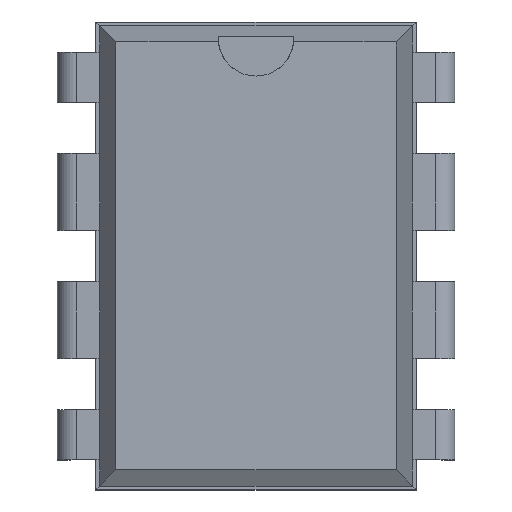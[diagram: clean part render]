
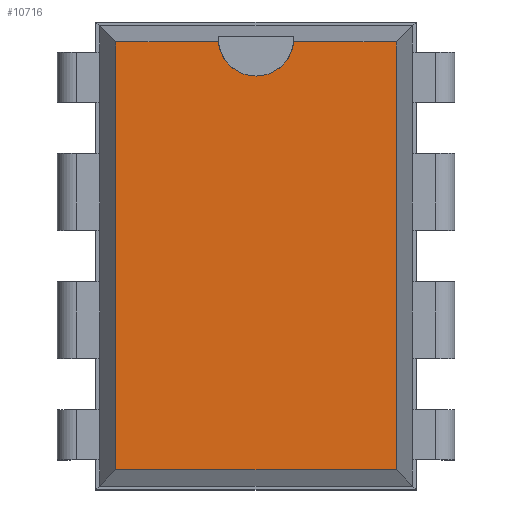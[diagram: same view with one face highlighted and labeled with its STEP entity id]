
A CAD part, top view. The second image highlights one B-rep face of the part: STEP entity #10716.
In plain terms, the highlighted planar face has unit normal (0, 0, 1).
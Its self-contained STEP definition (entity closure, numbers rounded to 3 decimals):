
#2383 = B_SPLINE_SURFACE_WITH_KNOTS('',1,1,(
    (#2384,#2385)
    ,(#2386,#2387
  )),.UNSPECIFIED.,.F.,.F.,.F.,(2,2),(2,2),(0.,9.12),(0.,1.),
  .PIECEWISE_BEZIER_KNOTS.);
#2384 = CARTESIAN_POINT('',(6.91,-8.37,2.157));
#2385 = CARTESIAN_POINT('',(6.586,-8.046,3.68));
#2386 = CARTESIAN_POINT('',(6.91,0.75,2.157));
#2387 = CARTESIAN_POINT('',(6.586,0.426,3.68));
#4258 = B_SPLINE_SURFACE_WITH_KNOTS('',1,1,(
    (#4259,#4260)
    ,(#4261,#4262
  )),.UNSPECIFIED.,.F.,.F.,.F.,(2,2),(2,2),(0.,6.2),(0.,1.),
  .PIECEWISE_BEZIER_KNOTS.);
#4259 = CARTESIAN_POINT('',(6.91,0.75,2.157));
#4260 = CARTESIAN_POINT('',(6.586,0.426,3.68));
#4261 = CARTESIAN_POINT('',(0.71,0.75,2.157));
#4262 = CARTESIAN_POINT('',(1.034,0.426,3.68));
#4339 = B_SPLINE_SURFACE_WITH_KNOTS('',1,1,(
    (#4340,#4341)
    ,(#4342,#4343
  )),.UNSPECIFIED.,.F.,.F.,.F.,(2,2),(2,2),(0.,9.12),(0.,1.),
  .PIECEWISE_BEZIER_KNOTS.);
#4340 = CARTESIAN_POINT('',(0.71,0.75,2.157));
#4341 = CARTESIAN_POINT('',(1.034,0.426,3.68));
#4342 = CARTESIAN_POINT('',(0.71,-8.37,2.157));
#4343 = CARTESIAN_POINT('',(1.034,-8.046,3.68));
#6201 = B_SPLINE_SURFACE_WITH_KNOTS('',1,1,(
    (#6202,#6203)
    ,(#6204,#6205
  )),.UNSPECIFIED.,.F.,.F.,.F.,(2,2),(2,2),(0.,6.2),(0.,1.),
  .PIECEWISE_BEZIER_KNOTS.);
#6202 = CARTESIAN_POINT('',(0.71,-8.37,2.157));
#6203 = CARTESIAN_POINT('',(1.034,-8.046,3.68));
#6204 = CARTESIAN_POINT('',(6.91,-8.37,2.157));
#6205 = CARTESIAN_POINT('',(6.586,-8.046,3.68));
#6307 = VERTEX_POINT('',#6308);
#6308 = CARTESIAN_POINT('',(6.586,0.426,3.68));
#6328 = EDGE_CURVE('',#6329,#6307,#6331,.T.);
#6329 = VERTEX_POINT('',#6330);
#6330 = CARTESIAN_POINT('',(6.586,-8.046,3.68));
#6331 = SURFACE_CURVE('',#6332,(#6336,#6342),.PCURVE_S1.);
#6332 = LINE('',#6333,#6334);
#6333 = CARTESIAN_POINT('',(6.586,-8.046,3.68));
#6334 = VECTOR('',#6335,1.);
#6335 = DIRECTION('',(0.,1.,0.));
#6336 = PCURVE('',#2383,#6337);
#6337 = DEFINITIONAL_REPRESENTATION('',(#6338),#6341);
#6338 = B_SPLINE_CURVE_WITH_KNOTS('',1,(#6339,#6340),.UNSPECIFIED.,.F.,
  .F.,(2,2),(0.,8.473),.PIECEWISE_BEZIER_KNOTS.);
#6339 = CARTESIAN_POINT('',(0.,1.));
#6340 = CARTESIAN_POINT('',(9.12,1.));
#6341 = ( GEOMETRIC_REPRESENTATION_CONTEXT(2) 
PARAMETRIC_REPRESENTATION_CONTEXT() REPRESENTATION_CONTEXT('2D SPACE',''
  ) );
#6342 = PCURVE('',#6343,#6348);
#6343 = PLANE('',#6344);
#6344 = AXIS2_PLACEMENT_3D('',#6345,#6346,#6347);
#6345 = CARTESIAN_POINT('',(6.586,-8.046,3.68));
#6346 = DIRECTION('',(0.,0.,-1.));
#6347 = DIRECTION('',(-0.548,0.836,0.));
#6348 = DEFINITIONAL_REPRESENTATION('',(#6349),#6353);
#6349 = LINE('',#6350,#6351);
#6350 = CARTESIAN_POINT('',(0.,0.));
#6351 = VECTOR('',#6352,1.);
#6352 = DIRECTION('',(0.836,0.548));
#6353 = ( GEOMETRIC_REPRESENTATION_CONTEXT(2) 
PARAMETRIC_REPRESENTATION_CONTEXT() REPRESENTATION_CONTEXT('2D SPACE',''
  ) );
#8081 = VERTEX_POINT('',#8082);
#8082 = CARTESIAN_POINT('',(1.034,0.426,3.68));
#8102 = EDGE_CURVE('',#8103,#8081,#8105,.T.);
#8103 = VERTEX_POINT('',#8104);
#8104 = CARTESIAN_POINT('',(3.064,0.426,3.68));
#8105 = SURFACE_CURVE('',#8106,(#8110,#8116),.PCURVE_S1.);
#8106 = LINE('',#8107,#8108);
#8107 = CARTESIAN_POINT('',(6.586,0.426,3.68));
#8108 = VECTOR('',#8109,1.);
#8109 = DIRECTION('',(-1.,0.,0.));
#8110 = PCURVE('',#4258,#8111);
#8111 = DEFINITIONAL_REPRESENTATION('',(#8112),#8115);
#8112 = B_SPLINE_CURVE_WITH_KNOTS('',1,(#8113,#8114),.UNSPECIFIED.,.F.,
  .F.,(2,2),(3.523,5.553),.PIECEWISE_BEZIER_KNOTS.);
#8113 = CARTESIAN_POINT('',(3.933,1.));
#8114 = CARTESIAN_POINT('',(6.2,1.));
#8115 = ( GEOMETRIC_REPRESENTATION_CONTEXT(2) 
PARAMETRIC_REPRESENTATION_CONTEXT() REPRESENTATION_CONTEXT('2D SPACE',''
  ) );
#8116 = PCURVE('',#6343,#8117);
#8117 = DEFINITIONAL_REPRESENTATION('',(#8118),#8122);
#8118 = LINE('',#8119,#8120);
#8119 = CARTESIAN_POINT('',(7.086,4.644));
#8120 = VECTOR('',#8121,1.);
#8121 = DIRECTION('',(0.548,-0.836));
#8122 = ( GEOMETRIC_REPRESENTATION_CONTEXT(2) 
PARAMETRIC_REPRESENTATION_CONTEXT() REPRESENTATION_CONTEXT('2D SPACE',''
  ) );
#8304 = CYLINDRICAL_SURFACE('',#8305,0.75);
#8305 = AXIS2_PLACEMENT_3D('',#8306,#8307,#8308);
#8306 = CARTESIAN_POINT('',(3.81,0.501,3.68));
#8307 = DIRECTION('',(0.,0.,-1.));
#8308 = DIRECTION('',(0.,-1.,0.));
#8606 = VERTEX_POINT('',#8607);
#8607 = CARTESIAN_POINT('',(4.556,0.426,3.68));
#8858 = EDGE_CURVE('',#6307,#8606,#8859,.T.);
#8859 = SURFACE_CURVE('',#8860,(#8864,#8870),.PCURVE_S1.);
#8860 = LINE('',#8861,#8862);
#8861 = CARTESIAN_POINT('',(6.586,0.426,3.68));
#8862 = VECTOR('',#8863,1.);
#8863 = DIRECTION('',(-1.,0.,0.));
#8864 = PCURVE('',#4258,#8865);
#8865 = DEFINITIONAL_REPRESENTATION('',(#8866),#8869);
#8866 = B_SPLINE_CURVE_WITH_KNOTS('',1,(#8867,#8868),.UNSPECIFIED.,.F.,
  .F.,(2,2),(0.,2.03),.PIECEWISE_BEZIER_KNOTS.);
#8867 = CARTESIAN_POINT('',(0.,1.));
#8868 = CARTESIAN_POINT('',(2.267,1.));
#8869 = ( GEOMETRIC_REPRESENTATION_CONTEXT(2) 
PARAMETRIC_REPRESENTATION_CONTEXT() REPRESENTATION_CONTEXT('2D SPACE',''
  ) );
#8870 = PCURVE('',#6343,#8871);
#8871 = DEFINITIONAL_REPRESENTATION('',(#8872),#8876);
#8872 = LINE('',#8873,#8874);
#8873 = CARTESIAN_POINT('',(7.086,4.644));
#8874 = VECTOR('',#8875,1.);
#8875 = DIRECTION('',(0.548,-0.836));
#8876 = ( GEOMETRIC_REPRESENTATION_CONTEXT(2) 
PARAMETRIC_REPRESENTATION_CONTEXT() REPRESENTATION_CONTEXT('2D SPACE',''
  ) );
#8971 = VERTEX_POINT('',#8972);
#8972 = CARTESIAN_POINT('',(1.034,-8.046,3.68));
#8992 = EDGE_CURVE('',#8081,#8971,#8993,.T.);
#8993 = SURFACE_CURVE('',#8994,(#8998,#9004),.PCURVE_S1.);
#8994 = LINE('',#8995,#8996);
#8995 = CARTESIAN_POINT('',(1.034,0.426,3.68));
#8996 = VECTOR('',#8997,1.);
#8997 = DIRECTION('',(0.,-1.,0.));
#8998 = PCURVE('',#4339,#8999);
#8999 = DEFINITIONAL_REPRESENTATION('',(#9000),#9003);
#9000 = B_SPLINE_CURVE_WITH_KNOTS('',1,(#9001,#9002),.UNSPECIFIED.,.F.,
  .F.,(2,2),(0.,8.473),.PIECEWISE_BEZIER_KNOTS.);
#9001 = CARTESIAN_POINT('',(0.,1.));
#9002 = CARTESIAN_POINT('',(9.12,1.));
#9003 = ( GEOMETRIC_REPRESENTATION_CONTEXT(2) 
PARAMETRIC_REPRESENTATION_CONTEXT() REPRESENTATION_CONTEXT('2D SPACE',''
  ) );
#9004 = PCURVE('',#6343,#9005);
#9005 = DEFINITIONAL_REPRESENTATION('',(#9006),#9010);
#9006 = LINE('',#9007,#9008);
#9007 = CARTESIAN_POINT('',(10.13,0.));
#9008 = VECTOR('',#9009,1.);
#9009 = DIRECTION('',(-0.836,-0.548));
#9010 = ( GEOMETRIC_REPRESENTATION_CONTEXT(2) 
PARAMETRIC_REPRESENTATION_CONTEXT() REPRESENTATION_CONTEXT('2D SPACE',''
  ) );
#10696 = EDGE_CURVE('',#8971,#6329,#10697,.T.);
#10697 = SURFACE_CURVE('',#10698,(#10702,#10708),.PCURVE_S1.);
#10698 = LINE('',#10699,#10700);
#10699 = CARTESIAN_POINT('',(1.034,-8.046,3.68));
#10700 = VECTOR('',#10701,1.);
#10701 = DIRECTION('',(1.,0.,0.));
#10702 = PCURVE('',#6201,#10703);
#10703 = DEFINITIONAL_REPRESENTATION('',(#10704),#10707);
#10704 = B_SPLINE_CURVE_WITH_KNOTS('',1,(#10705,#10706),.UNSPECIFIED.,
  .F.,.F.,(2,2),(0.,5.553),.PIECEWISE_BEZIER_KNOTS.);
#10705 = CARTESIAN_POINT('',(0.,1.));
#10706 = CARTESIAN_POINT('',(6.2,1.));
#10707 = ( GEOMETRIC_REPRESENTATION_CONTEXT(2) 
PARAMETRIC_REPRESENTATION_CONTEXT() REPRESENTATION_CONTEXT('2D SPACE',''
  ) );
#10708 = PCURVE('',#6343,#10709);
#10709 = DEFINITIONAL_REPRESENTATION('',(#10710),#10714);
#10710 = LINE('',#10711,#10712);
#10711 = CARTESIAN_POINT('',(3.044,-4.644));
#10712 = VECTOR('',#10713,1.);
#10713 = DIRECTION('',(-0.548,0.836));
#10714 = ( GEOMETRIC_REPRESENTATION_CONTEXT(2) 
PARAMETRIC_REPRESENTATION_CONTEXT() REPRESENTATION_CONTEXT('2D SPACE',''
  ) );
#10716 = ADVANCED_FACE('',(#10717),#6343,.F.);
#10717 = FACE_BOUND('',#10718,.F.);
#10718 = EDGE_LOOP('',(#10719,#10720,#10721,#10722,#10723,#10747,#10769)
  );
#10719 = ORIENTED_EDGE('',*,*,#6328,.F.);
#10720 = ORIENTED_EDGE('',*,*,#10696,.F.);
#10721 = ORIENTED_EDGE('',*,*,#8992,.F.);
#10722 = ORIENTED_EDGE('',*,*,#8102,.F.);
#10723 = ORIENTED_EDGE('',*,*,#10724,.F.);
#10724 = EDGE_CURVE('',#10725,#8103,#10727,.T.);
#10725 = VERTEX_POINT('',#10726);
#10726 = CARTESIAN_POINT('',(3.81,-0.249,3.68));
#10727 = SURFACE_CURVE('',#10728,(#10733,#10740),.PCURVE_S1.);
#10728 = CIRCLE('',#10729,0.75);
#10729 = AXIS2_PLACEMENT_3D('',#10730,#10731,#10732);
#10730 = CARTESIAN_POINT('',(3.81,0.501,3.68));
#10731 = DIRECTION('',(0.,0.,-1.));
#10732 = DIRECTION('',(0.,-1.,0.));
#10733 = PCURVE('',#6343,#10734);
#10734 = DEFINITIONAL_REPRESENTATION('',(#10735),#10739);
#10735 = CIRCLE('',#10736,0.75);
#10736 = AXIS2_PLACEMENT_2D('',#10737,#10738);
#10737 = CARTESIAN_POINT('',(8.671,2.363));
#10738 = DIRECTION('',(-0.836,-0.548));
#10739 = ( GEOMETRIC_REPRESENTATION_CONTEXT(2) 
PARAMETRIC_REPRESENTATION_CONTEXT() REPRESENTATION_CONTEXT('2D SPACE',''
  ) );
#10740 = PCURVE('',#8304,#10741);
#10741 = DEFINITIONAL_REPRESENTATION('',(#10742),#10746);
#10742 = LINE('',#10743,#10744);
#10743 = CARTESIAN_POINT('',(0.,0.));
#10744 = VECTOR('',#10745,1.);
#10745 = DIRECTION('',(1.,0.));
#10746 = ( GEOMETRIC_REPRESENTATION_CONTEXT(2) 
PARAMETRIC_REPRESENTATION_CONTEXT() REPRESENTATION_CONTEXT('2D SPACE',''
  ) );
#10747 = ORIENTED_EDGE('',*,*,#10748,.F.);
#10748 = EDGE_CURVE('',#8606,#10725,#10749,.T.);
#10749 = SURFACE_CURVE('',#10750,(#10755,#10762),.PCURVE_S1.);
#10750 = CIRCLE('',#10751,0.75);
#10751 = AXIS2_PLACEMENT_3D('',#10752,#10753,#10754);
#10752 = CARTESIAN_POINT('',(3.81,0.501,3.68));
#10753 = DIRECTION('',(0.,0.,-1.));
#10754 = DIRECTION('',(0.,-1.,0.));
#10755 = PCURVE('',#6343,#10756);
#10756 = DEFINITIONAL_REPRESENTATION('',(#10757),#10761);
#10757 = CIRCLE('',#10758,0.75);
#10758 = AXIS2_PLACEMENT_2D('',#10759,#10760);
#10759 = CARTESIAN_POINT('',(8.671,2.363));
#10760 = DIRECTION('',(-0.836,-0.548));
#10761 = ( GEOMETRIC_REPRESENTATION_CONTEXT(2) 
PARAMETRIC_REPRESENTATION_CONTEXT() REPRESENTATION_CONTEXT('2D SPACE',''
  ) );
#10762 = PCURVE('',#8304,#10763);
#10763 = DEFINITIONAL_REPRESENTATION('',(#10764),#10768);
#10764 = LINE('',#10765,#10766);
#10765 = CARTESIAN_POINT('',(-6.283,0.));
#10766 = VECTOR('',#10767,1.);
#10767 = DIRECTION('',(1.,0.));
#10768 = ( GEOMETRIC_REPRESENTATION_CONTEXT(2) 
PARAMETRIC_REPRESENTATION_CONTEXT() REPRESENTATION_CONTEXT('2D SPACE',''
  ) );
#10769 = ORIENTED_EDGE('',*,*,#8858,.F.);
